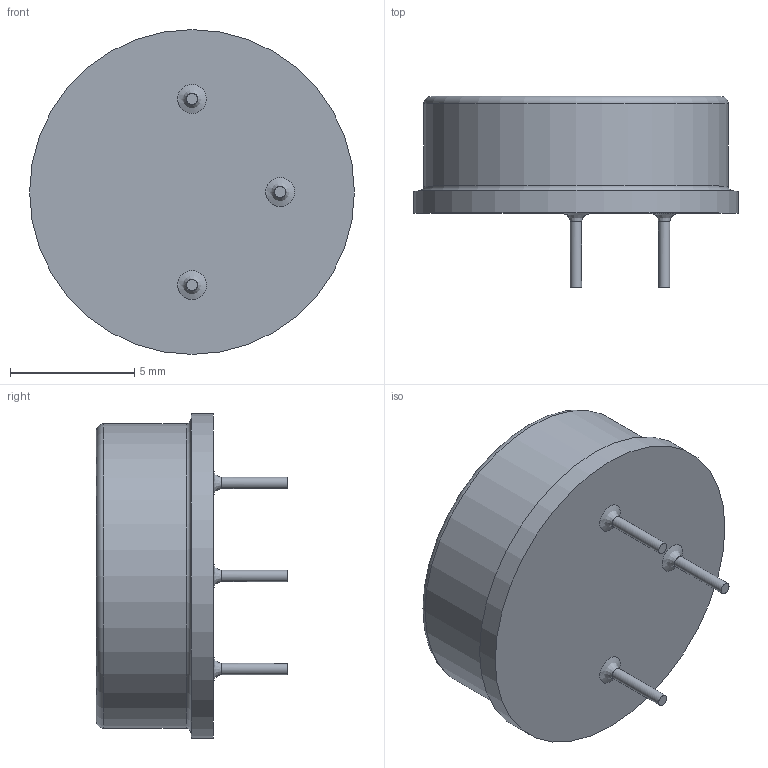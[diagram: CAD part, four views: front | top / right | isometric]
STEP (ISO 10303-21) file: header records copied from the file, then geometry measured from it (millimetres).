
FILE_DESCRIPTION(/* description */ (''),/* implementation_level */ '2;1');
FILE_NAME(/* name */ 'ODD-42W.step',/* time_stamp */ '2024-03-02T17:13:08-05:00',/* author */ (''),/* organization */ (''),/* preprocessor_version */ 'ST-DEVELOPER v20',/* originating_system */ 'Autodesk Translation Framework v12.20.1.177',/* authorisation */ '');
FILE_SCHEMA (('AUTOMOTIVE_DESIGN { 1 0 10303 214 3 1 1 }'));
Length unit declared in the file: millimetre
Products named in the file (1): ODD-42W
Bounding box: 13.08 x 7.7 x 13.08 mm (x, y, z)
Volume: 246.9 mm3; surface area: 609.1 mm2
Topology: 1 solids, 1 shells, 31 faces, 54 edges, 35 vertices
Faces by surface type: plane 16, cylinder 10, bspline 3, torus 2
Full cylindrical faces by diameter (mm): 0.457 x5, 2 x2, 10.795 x1, 12.268 x1, 13.081 x1
Entity records: 1054 total; most frequent: CARTESIAN_POINT 367, DIRECTION 126, ORIENTED_EDGE 108, EDGE_CURVE 54, AXIS2_PLACEMENT_3D 52, EDGE_LOOP 41, VERTEX_POINT 35, FACE_OUTER_BOUND 31
